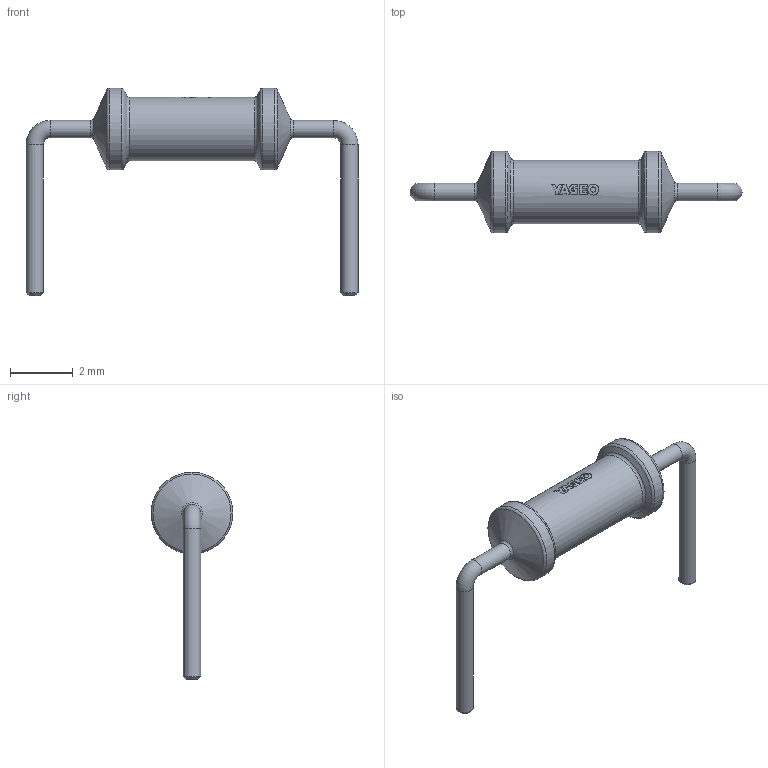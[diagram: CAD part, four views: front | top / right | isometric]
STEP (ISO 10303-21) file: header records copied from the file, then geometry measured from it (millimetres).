
FILE_DESCRIPTION(/* description */ (''),/* implementation_level */ '2;1');
FILE_NAME(/* name */ '1.stp',/* time_stamp */ '2021-11-29T14:23:01+02:00',/* author */ ('Karim'),/* organization */ (''),/* preprocessor_version */ 'ST-DEVELOPER v15.6',/* originating_system */ 'Autodesk Inventor 2015',/* authorisation */ '');
FILE_SCHEMA (('AUTOMOTIVE_DESIGN { 1 0 10303 214 3 1 1 }'));
Length unit declared in the file: millimetre
Products named in the file (4): 1; 2; 3
Bounding box: 10.55 x 2.6 x 6.6 mm (x, y, z)
Volume: 3.6 mm3; surface area: 90.7 mm2
Topology: 7 solids, 8 shells, 158 faces, 405 edges, 264 vertices
Faces by surface type: plane 98, bspline 30, cylinder 14, torus 10, cone 6
Full cylindrical faces by diameter (mm): 0.55 x4, 2.018 x1, 2.6 x2
Entity records: 5447 total; most frequent: CARTESIAN_POINT 1867, ORIENTED_EDGE 724, DIRECTION 642, EDGE_CURVE 362, VERTEX_POINT 250, LINE 232, VECTOR 232, AXIS2_PLACEMENT_3D 205
